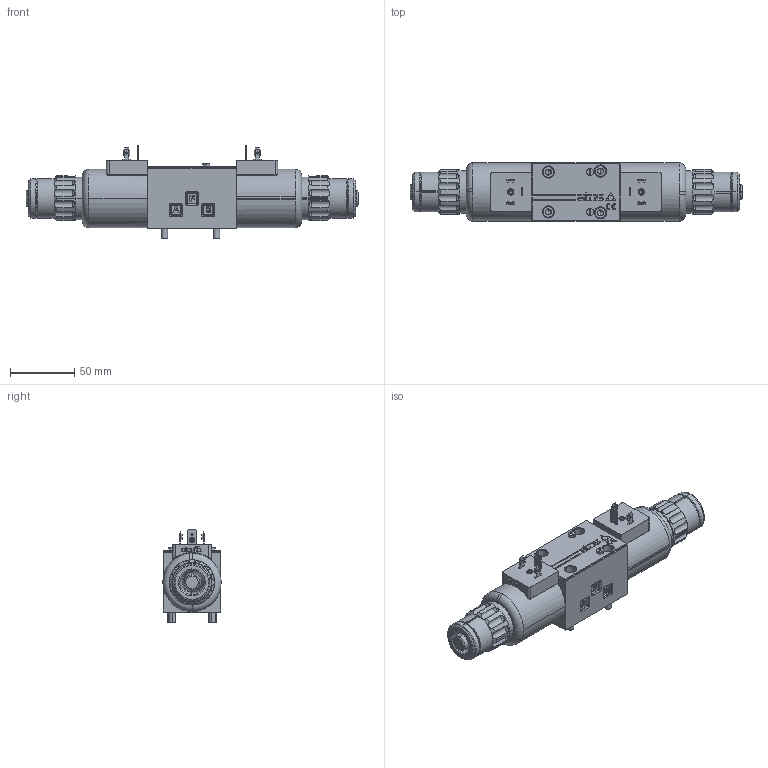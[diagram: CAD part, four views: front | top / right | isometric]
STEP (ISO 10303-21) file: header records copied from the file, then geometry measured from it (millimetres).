
FILE_DESCRIPTION(('STEP AP203'),'1');
FILE_NAME('DHE-07-WP-X-DC-S20.stp','2022-02-18T09:40:28',(' '),(' '),'XStep 1.0',' ',' ');
FILE_SCHEMA(('CONFIG_CONTROL_DESIGN'));
Length unit declared in the file: millimetre
Bounding box: 258 x 45.3 x 73 mm (x, y, z)
Volume: 373732.4 mm3; surface area: 105874.8 mm2
Topology: 20 solids, 20 shells, 2000 faces, 5229 edges, 3348 vertices
Faces by surface type: cylinder 898, plane 626, cone 288, torus 184, bspline 4
Entity records: 77379 total; most frequent: CARTESIAN_POINT 25569, DIRECTION 11525, ORIENTED_EDGE 10378, EDGE_CURVE 5189, AXIS2_PLACEMENT_3D 4550, VERTEX_POINT 3348, CIRCLE 2534, LINE 2425
